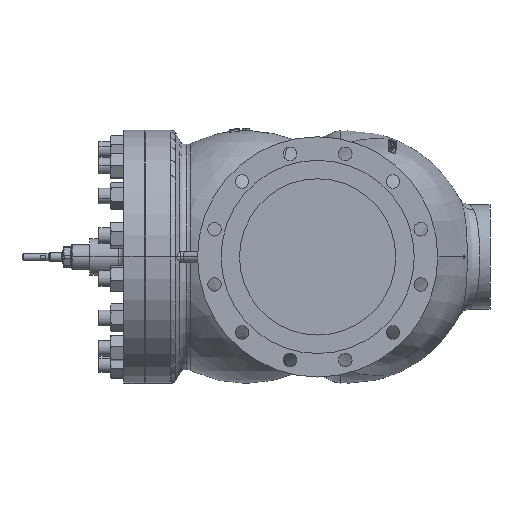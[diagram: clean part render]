
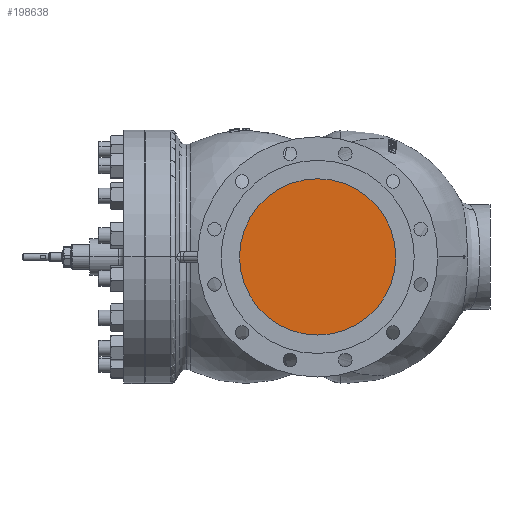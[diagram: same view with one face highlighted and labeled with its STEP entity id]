
A CAD part, left-side view. The second image highlights one B-rep face of the part: STEP entity #198638.
In plain terms, the highlighted planar face has unit normal (-1, 0, 0).
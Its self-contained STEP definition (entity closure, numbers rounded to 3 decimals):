
#101088 = CIRCLE ( 'NONE', #101099, 150. ) ;
#101099 = AXIS2_PLACEMENT_3D ( 'NONE', #124074, #124076, #124078 ) ;
#116055 = VERTEX_POINT ( 'NONE', #211540 ) ;
#116056 = VERTEX_POINT ( 'NONE', #211543 ) ;
#124074 = CARTESIAN_POINT ( 'NONE',  ( -416.088, 0., 0. ) ) ;
#124076 = DIRECTION ( 'NONE',  ( -1., 0., 0. ) ) ;
#124078 = DIRECTION ( 'NONE',  ( 0., 0., 1. ) ) ;
#125381 = CARTESIAN_POINT ( 'NONE',  ( -416.088, 0., 0. ) ) ;
#125387 = FACE_OUTER_BOUND ( 'NONE', #173809, .T. ) ;
#125390 = PLANE ( 'NONE',  #127909 ) ;
#125394 = DIRECTION ( 'NONE',  ( -1., 0., 0. ) ) ;
#125396 = DIRECTION ( 'NONE',  ( 0., 0., 1. ) ) ;
#127909 = AXIS2_PLACEMENT_3D ( 'NONE', #125381, #125394, #125396 ) ;
#129101 = CIRCLE ( 'NONE', #129103, 150. ) ;
#129103 = AXIS2_PLACEMENT_3D ( 'NONE', #148027, #148029, #148031 ) ;
#148027 = CARTESIAN_POINT ( 'NONE',  ( -416.088, 0., 0. ) ) ;
#148029 = DIRECTION ( 'NONE',  ( -1., 0., 0. ) ) ;
#148031 = DIRECTION ( 'NONE',  ( 0., 0., 1. ) ) ;
#173809 = EDGE_LOOP ( 'NONE', ( #205892, #205898 ) ) ;
#198238 = EDGE_CURVE ( 'NONE', #116056, #116055, #101088, .T. ) ;
#198638 = ADVANCED_FACE ( 'NONE', ( #125387 ), #125390, .T. ) ;
#201690 = EDGE_CURVE ( 'NONE', #116055, #116056, #129101, .T. ) ;
#205892 = ORIENTED_EDGE ( 'NONE', *, *, #198238, .T. ) ;
#205898 = ORIENTED_EDGE ( 'NONE', *, *, #201690, .T. ) ;
#211540 = CARTESIAN_POINT ( 'NONE',  ( -416.088, 0., -150. ) ) ;
#211543 = CARTESIAN_POINT ( 'NONE',  ( -416.088, 0., 150. ) ) ;
